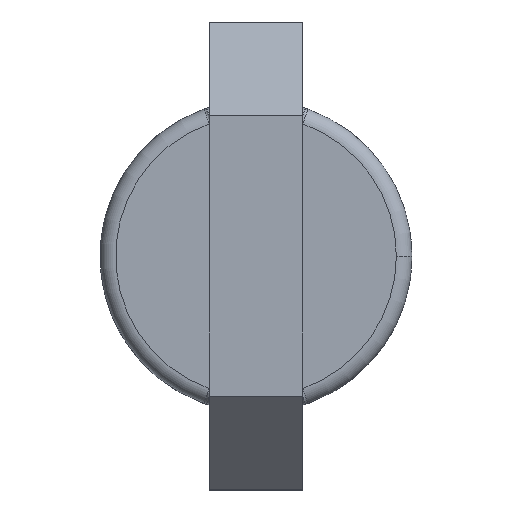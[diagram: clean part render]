
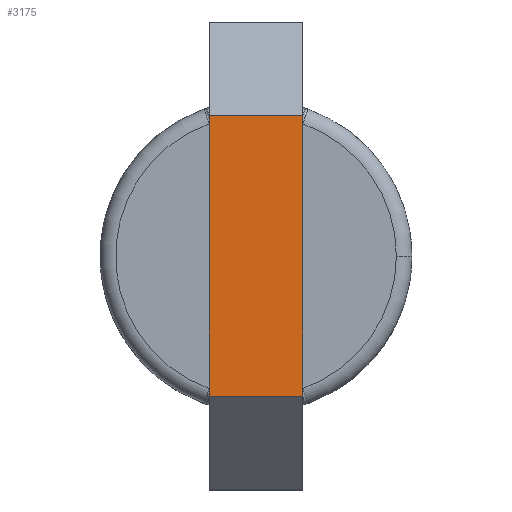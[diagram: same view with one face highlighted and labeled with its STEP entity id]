
A CAD part, top view. The second image highlights one B-rep face of the part: STEP entity #3175.
In plain terms, the highlighted planar face has unit normal (0, 0, 1).
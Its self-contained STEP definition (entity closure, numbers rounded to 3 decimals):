
#1336 = PLANE('',#1337);
#1337 = AXIS2_PLACEMENT_3D('',#1338,#1339,#1340);
#1338 = CARTESIAN_POINT('',(3.,-15.,10.));
#1339 = DIRECTION('',(1.,0.,0.));
#1340 = DIRECTION('',(0.,0.,1.));
#1458 = PLANE('',#1459);
#1459 = AXIS2_PLACEMENT_3D('',#1460,#1461,#1462);
#1460 = CARTESIAN_POINT('',(-3.,-15.,10.));
#1461 = DIRECTION('',(1.,0.,0.));
#1462 = DIRECTION('',(0.,0.,1.));
#2624 = VERTEX_POINT('',#2625);
#2625 = CARTESIAN_POINT('',(3.,9.,25.));
#2639 = PLANE('',#2640);
#2640 = AXIS2_PLACEMENT_3D('',#2641,#2642,#2643);
#2641 = CARTESIAN_POINT('',(-3.,12.,22.));
#2642 = DIRECTION('',(0.,0.707,0.707));
#2643 = DIRECTION('',(-1.,0.,0.));
#2651 = EDGE_CURVE('',#2652,#2624,#2654,.T.);
#2652 = VERTEX_POINT('',#2653);
#2653 = CARTESIAN_POINT('',(3.,-9.,25.));
#2654 = SURFACE_CURVE('',#2655,(#2659,#2666),.PCURVE_S1.);
#2655 = LINE('',#2656,#2657);
#2656 = CARTESIAN_POINT('',(3.,-15.,25.));
#2657 = VECTOR('',#2658,1.);
#2658 = DIRECTION('',(0.,1.,0.));
#2659 = PCURVE('',#1336,#2660);
#2660 = DEFINITIONAL_REPRESENTATION('',(#2661),#2665);
#2661 = LINE('',#2662,#2663);
#2662 = CARTESIAN_POINT('',(15.,0.));
#2663 = VECTOR('',#2664,1.);
#2664 = DIRECTION('',(0.,-1.));
#2665 = ( GEOMETRIC_REPRESENTATION_CONTEXT(2) 
PARAMETRIC_REPRESENTATION_CONTEXT() REPRESENTATION_CONTEXT('2D SPACE',''
  ) );
#2666 = PCURVE('',#2667,#2672);
#2667 = PLANE('',#2668);
#2668 = AXIS2_PLACEMENT_3D('',#2669,#2670,#2671);
#2669 = CARTESIAN_POINT('',(-3.,-15.,25.));
#2670 = DIRECTION('',(0.,0.,1.));
#2671 = DIRECTION('',(1.,0.,0.));
#2672 = DEFINITIONAL_REPRESENTATION('',(#2673),#2677);
#2673 = LINE('',#2674,#2675);
#2674 = CARTESIAN_POINT('',(6.,0.));
#2675 = VECTOR('',#2676,1.);
#2676 = DIRECTION('',(0.,1.));
#2677 = ( GEOMETRIC_REPRESENTATION_CONTEXT(2) 
PARAMETRIC_REPRESENTATION_CONTEXT() REPRESENTATION_CONTEXT('2D SPACE',''
  ) );
#2695 = PLANE('',#2696);
#2696 = AXIS2_PLACEMENT_3D('',#2697,#2698,#2699);
#2697 = CARTESIAN_POINT('',(-3.,-12.,22.));
#2698 = DIRECTION('',(0.,0.707,-0.707));
#2699 = DIRECTION('',(-1.,-0.,-0.));
#2856 = VERTEX_POINT('',#2857);
#2857 = CARTESIAN_POINT('',(-3.,9.,25.));
#2878 = EDGE_CURVE('',#2879,#2856,#2881,.T.);
#2879 = VERTEX_POINT('',#2880);
#2880 = CARTESIAN_POINT('',(-3.,-9.,25.));
#2881 = SURFACE_CURVE('',#2882,(#2886,#2893),.PCURVE_S1.);
#2882 = LINE('',#2883,#2884);
#2883 = CARTESIAN_POINT('',(-3.,-15.,25.));
#2884 = VECTOR('',#2885,1.);
#2885 = DIRECTION('',(0.,1.,0.));
#2886 = PCURVE('',#1458,#2887);
#2887 = DEFINITIONAL_REPRESENTATION('',(#2888),#2892);
#2888 = LINE('',#2889,#2890);
#2889 = CARTESIAN_POINT('',(15.,0.));
#2890 = VECTOR('',#2891,1.);
#2891 = DIRECTION('',(0.,-1.));
#2892 = ( GEOMETRIC_REPRESENTATION_CONTEXT(2) 
PARAMETRIC_REPRESENTATION_CONTEXT() REPRESENTATION_CONTEXT('2D SPACE',''
  ) );
#2893 = PCURVE('',#2667,#2894);
#2894 = DEFINITIONAL_REPRESENTATION('',(#2895),#2899);
#2895 = LINE('',#2896,#2897);
#2896 = CARTESIAN_POINT('',(0.,0.));
#2897 = VECTOR('',#2898,1.);
#2898 = DIRECTION('',(0.,1.));
#2899 = ( GEOMETRIC_REPRESENTATION_CONTEXT(2) 
PARAMETRIC_REPRESENTATION_CONTEXT() REPRESENTATION_CONTEXT('2D SPACE',''
  ) );
#3128 = EDGE_CURVE('',#2879,#2652,#3129,.T.);
#3129 = SURFACE_CURVE('',#3130,(#3134,#3141),.PCURVE_S1.);
#3130 = LINE('',#3131,#3132);
#3131 = CARTESIAN_POINT('',(-3.,-9.,25.));
#3132 = VECTOR('',#3133,1.);
#3133 = DIRECTION('',(1.,0.,0.));
#3134 = PCURVE('',#2695,#3135);
#3135 = DEFINITIONAL_REPRESENTATION('',(#3136),#3140);
#3136 = LINE('',#3137,#3138);
#3137 = CARTESIAN_POINT('',(-0.,4.243));
#3138 = VECTOR('',#3139,1.);
#3139 = DIRECTION('',(-1.,0.));
#3140 = ( GEOMETRIC_REPRESENTATION_CONTEXT(2) 
PARAMETRIC_REPRESENTATION_CONTEXT() REPRESENTATION_CONTEXT('2D SPACE',''
  ) );
#3141 = PCURVE('',#2667,#3142);
#3142 = DEFINITIONAL_REPRESENTATION('',(#3143),#3147);
#3143 = LINE('',#3144,#3145);
#3144 = CARTESIAN_POINT('',(0.,6.));
#3145 = VECTOR('',#3146,1.);
#3146 = DIRECTION('',(1.,0.));
#3147 = ( GEOMETRIC_REPRESENTATION_CONTEXT(2) 
PARAMETRIC_REPRESENTATION_CONTEXT() REPRESENTATION_CONTEXT('2D SPACE',''
  ) );
#3155 = EDGE_CURVE('',#2856,#2624,#3156,.T.);
#3156 = SURFACE_CURVE('',#3157,(#3161,#3168),.PCURVE_S1.);
#3157 = LINE('',#3158,#3159);
#3158 = CARTESIAN_POINT('',(-3.,9.,25.));
#3159 = VECTOR('',#3160,1.);
#3160 = DIRECTION('',(1.,0.,0.));
#3161 = PCURVE('',#2639,#3162);
#3162 = DEFINITIONAL_REPRESENTATION('',(#3163),#3167);
#3163 = LINE('',#3164,#3165);
#3164 = CARTESIAN_POINT('',(-0.,4.243));
#3165 = VECTOR('',#3166,1.);
#3166 = DIRECTION('',(-1.,0.));
#3167 = ( GEOMETRIC_REPRESENTATION_CONTEXT(2) 
PARAMETRIC_REPRESENTATION_CONTEXT() REPRESENTATION_CONTEXT('2D SPACE',''
  ) );
#3168 = PCURVE('',#2667,#3169);
#3169 = DEFINITIONAL_REPRESENTATION('',(#3170),#3174);
#3170 = LINE('',#3171,#3172);
#3171 = CARTESIAN_POINT('',(0.,24.));
#3172 = VECTOR('',#3173,1.);
#3173 = DIRECTION('',(1.,0.));
#3174 = ( GEOMETRIC_REPRESENTATION_CONTEXT(2) 
PARAMETRIC_REPRESENTATION_CONTEXT() REPRESENTATION_CONTEXT('2D SPACE',''
  ) );
#3175 = ADVANCED_FACE('',(#3176),#2667,.T.);
#3176 = FACE_BOUND('',#3177,.T.);
#3177 = EDGE_LOOP('',(#3178,#3179,#3180,#3181));
#3178 = ORIENTED_EDGE('',*,*,#2878,.F.);
#3179 = ORIENTED_EDGE('',*,*,#3128,.T.);
#3180 = ORIENTED_EDGE('',*,*,#2651,.T.);
#3181 = ORIENTED_EDGE('',*,*,#3155,.F.);
